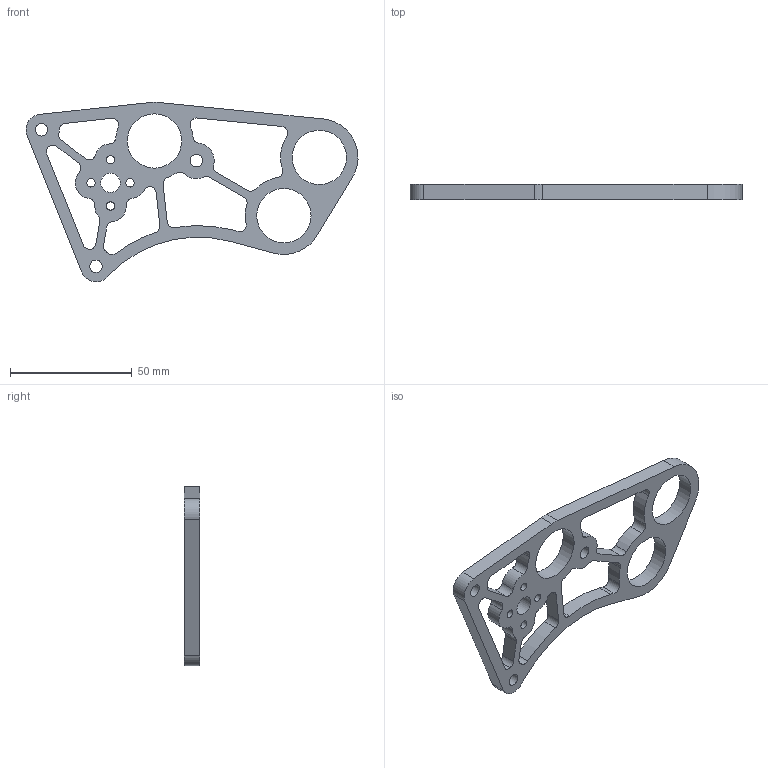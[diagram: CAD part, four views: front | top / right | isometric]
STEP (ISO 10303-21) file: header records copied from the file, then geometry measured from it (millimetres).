
FILE_DESCRIPTION(/* description */ ('STEP AP242','CAx-IF Rec.Pracs.---Representation and Presentation of Product Manufacturing Information (PMI)---4.0---2014-10-13','CAx-IF Rec.Pracs.---3D Tessellated Geometry---0.4---2014-09-14','2;1'),/* implementation_level */ '2;1');
FILE_NAME(/* name */ '69002284d9d94edc88f1fa57',/* time_stamp */ '2025-10-28T01:55:16Z',/* author */ (''),/* organization */ (''),/* preprocessor_version */ 'ST-DEVELOPER v20',/* originating_system */ 'ONSHAPE BY PTC INC, 1.205',/* authorisation */ ' ');
FILE_SCHEMA (('AP242_MANAGED_MODEL_BASED_3D_ENGINEERING_MIM_LF { 1 0 10303 442 1 1 4 }'));
Length unit declared in the file: metre
Products named in the file (1): Shooter Plate Right
Bounding box: 136.12 x 6.35 x 73.59 mm (x, y, z)
Volume: 20693.6 mm3; surface area: 13829 mm2
Topology: 1 solids, 1 shells, 84 faces, 246 edges, 164 vertices
Faces by surface type: cylinder 64, plane 20
Full cylindrical faces by diameter (mm): 3.4 x4, 5.105 x3, 7.938 x1, 22.276 x3
Entity records: 2889 total; most frequent: DIRECTION 533, CARTESIAN_POINT 484, ORIENTED_EDGE 470, EDGE_CURVE 235, AXIS2_PLACEMENT_3D 213, VERTEX_POINT 164, CIRCLE 128, EDGE_LOOP 127
